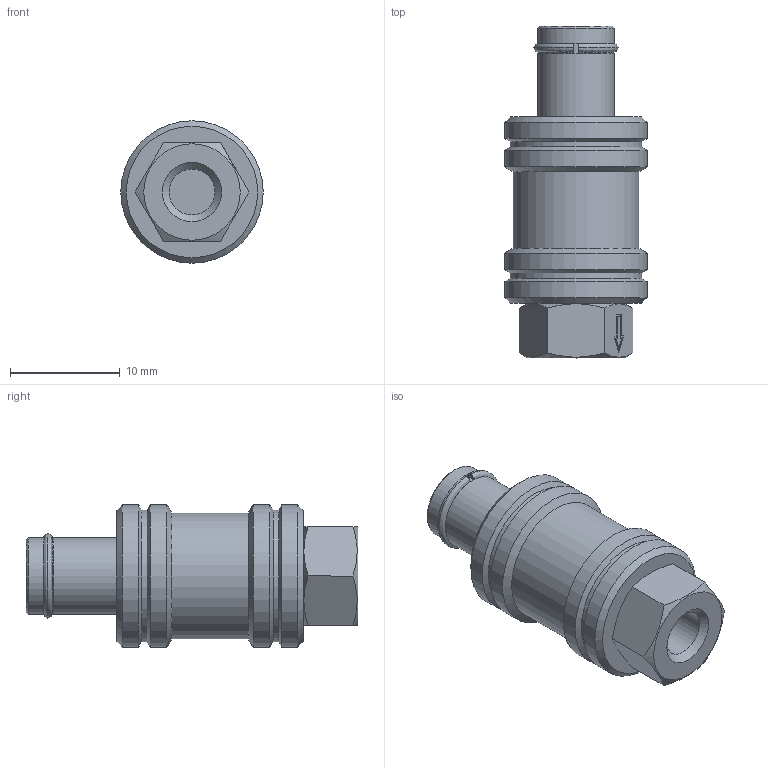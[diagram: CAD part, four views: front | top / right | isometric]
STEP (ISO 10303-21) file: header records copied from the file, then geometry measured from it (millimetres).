
FILE_DESCRIPTION(/* description */ ('STEP AP214'),/* implementation_level */ '2;1');
FILE_NAME(/* name */ '4160000',/* time_stamp */ '2022-12-15T10:44:05+01:00',/* author */ ('License CC BY-ND 4.0'),/* organization */ ('CADENAS'),/* preprocessor_version */ 'ST-DEVELOPER v18.102',/* originating_system */ 'PARTsolutions',/* authorisation */ ' ');
FILE_SCHEMA (('AUTOMOTIVE_DESIGN {1 0 10303 214 3 1 1}'));
Length unit declared in the file: millimetre
Products named in the file (3): 4160000; 4160000_PART2; 4160000_PART1
Assembly tree (2 placements, depth 2):
  4160000
    4160000_PART2
    4160000_PART1
Bounding box: 13 x 30.3 x 13 mm (x, y, z)
Volume: 2285 mm3; surface area: 1738.9 mm2
Topology: 2 solids, 2 shells, 59 faces, 132 edges, 85 vertices
Faces by surface type: plane 32, cone 13, cylinder 12, bspline 2
Full cylindrical faces by diameter (mm): 4.2 x2, 6.7 x1, 7 x2, 11.5 x1, 12 x2, 13 x4
Entity records: 1944 total; most frequent: CARTESIAN_POINT 352, DIRECTION 234, ORIENTED_EDGE 194, EDGE_CURVE 97, AXIS2_PLACEMENT_3D 93, EDGE_LOOP 92, FACE_BOUND 92, VERTEX_POINT 75
